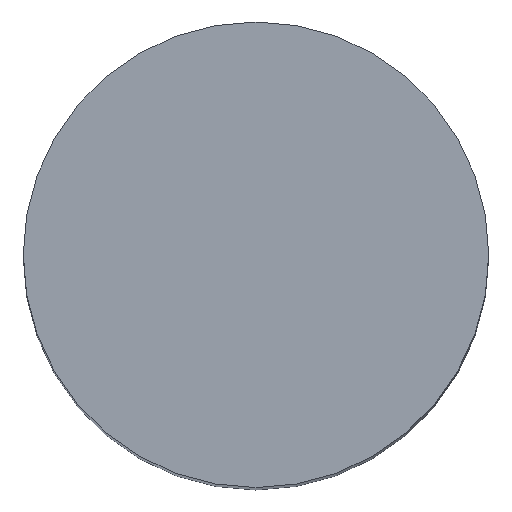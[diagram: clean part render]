
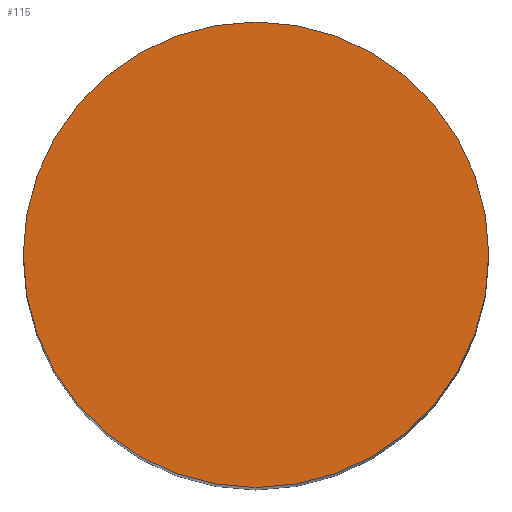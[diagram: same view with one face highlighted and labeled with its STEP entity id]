
A CAD part, top view. The second image highlights one B-rep face of the part: STEP entity #115.
In plain terms, the highlighted planar face has unit normal (0, 0, 1).
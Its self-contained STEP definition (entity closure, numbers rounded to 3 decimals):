
#115=ADVANCED_FACE('240[2]',(#277),#278,.T.);
#149=EDGE_CURVE('240[2]',#325,#325,#326,.T.);
#277=FACE_OUTER_BOUND('',#483,.T.);
#278=PLANE('',#484);
#325=VERTEX_POINT('',#551);
#326=CIRCLE('',#552,30.0);
#483=EDGE_LOOP('',(#709));
#484=AXIS2_PLACEMENT_3D('',#710,#711,#712);
#551=CARTESIAN_POINT('',(30.0,0.,0.0));
#552=AXIS2_PLACEMENT_3D('',#761,#762,#763);
#709=ORIENTED_EDGE('',*,*,#149,.F.);
#710=CARTESIAN_POINT('',(5.314,29.526,0.0));
#711=DIRECTION('',(0.0,0.0,1.0));
#712=DIRECTION('',(-1.0,0.0,0.0));
#761=CARTESIAN_POINT('',(0.0,0.0,0.0));
#762=DIRECTION('',(0.0,0.0,-1.0));
#763=DIRECTION('',(0.0,1.0,0.0));
